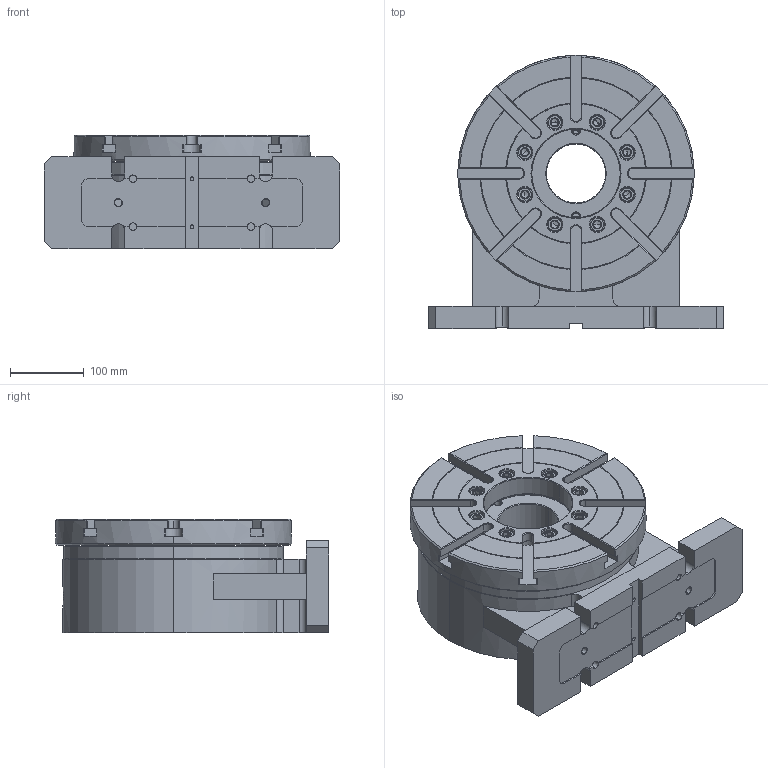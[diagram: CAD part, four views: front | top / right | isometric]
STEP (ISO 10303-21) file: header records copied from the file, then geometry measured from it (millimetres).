
FILE_DESCRIPTION (( 'STEP AP203' ), '1' );
FILE_NAME ('AE-320 ÍâÐÎ³ß´ç.STEP', '2024-02-26T03:01:36', ( '' ), ( '' ), 'SwSTEP 2.0', 'SolidWorks 2020', '' );
FILE_SCHEMA (( 'CONFIG_CONTROL_DESIGN' ));
Length unit declared in the file: millimetre
Products named in the file (1): AE-320 俋倛喜渡
Bounding box: 400 x 370 x 154 mm (x, y, z)
Surface area: 633199.7 mm2 (no closed solid volume)
Topology: 0 solids, 43 shells, 823 faces, 2402 edges, 1573 vertices
Faces by surface type: plane 397, cone 233, cylinder 178, bspline 13, torus 2
Entity records: 42911 total; most frequent: CARTESIAN_POINT 21313, DIRECTION 4578, ORIENTED_EDGE 4160, EDGE_CURVE 2386, AXIS2_PLACEMENT_3D 1662, VERTEX_POINT 1573, VECTOR 1254, LINE 1254
